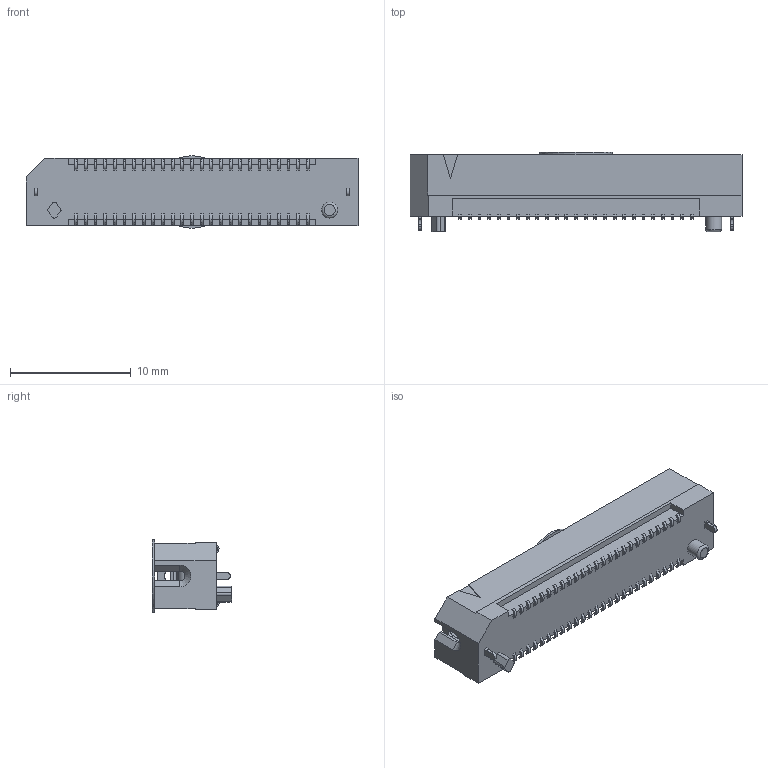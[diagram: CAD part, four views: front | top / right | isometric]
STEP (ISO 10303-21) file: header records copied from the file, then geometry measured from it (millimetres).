
FILE_DESCRIPTION(/* description */ ('STEP AP242','CAx-IF Rec.Pracs.---Representation and Presentation of Product Manufacturing Information (PMI)---4.0---2014-10-13','CAx-IF Rec.Pracs.---3D Tessellated Geometry---0.4---2014-09-14','2;1'),/* implementation_level */ '2;1');
FILE_NAME(/* name */ 'ERF8-025-05.0-L-DV-L-K-TR',/* time_stamp */ '2025-12-16T22:24:38+01:00',/* author */ ('License CC BY-ND 4.0'),/* organization */ ('CADENAS'),/* preprocessor_version */ 'ST-DEVELOPER v20',/* originating_system */ 'PARTsolutions',/* authorisation */ ' ');
FILE_SCHEMA (('AP242_MANAGED_MODEL_BASED_3D_ENGINEERING_MIM_LF { 1 0 10303 442 1 1 4 }'));
Products named in the file (5): ERF8-025-05.0-L-DV-L-K-TR; ERF8-025-05.0-DV-K-LTR; ERF8-C-211-05.0-025PN; ERF8-C-211-05.0-0252PN; ERF8-005-05.0-DVPFP
Assembly tree (4 placements, depth 2):
  ERF8-025-05.0-L-DV-L-K-TR
    ERF8-025-05.0-DV-K-LTR
    ERF8-C-211-05.0-025PN
    ERF8-C-211-05.0-0252PN
    ERF8-005-05.0-DVPFP
Bounding box: 27.5 x 6.56 x 6 mm (x, y, z)
Volume: 395 mm3; surface area: 1531.7 mm2
Topology: 4 solids, 4 shells, 2435 faces, 7373 edges, 4944 vertices
Faces by surface type: plane 1626, cylinder 806, cone 2, torus 1
Full cylindrical faces by diameter (mm): 1.32 x1, 6 x1
Entity records: 85920 total; most frequent: CARTESIAN_POINT 15052, ORIENTED_EDGE 14738, DIRECTION 13968, EDGE_CURVE 7369, LINE 5450, VECTOR 5450, VERTEX_POINT 4943, AXIS2_PLACEMENT_3D 4259
